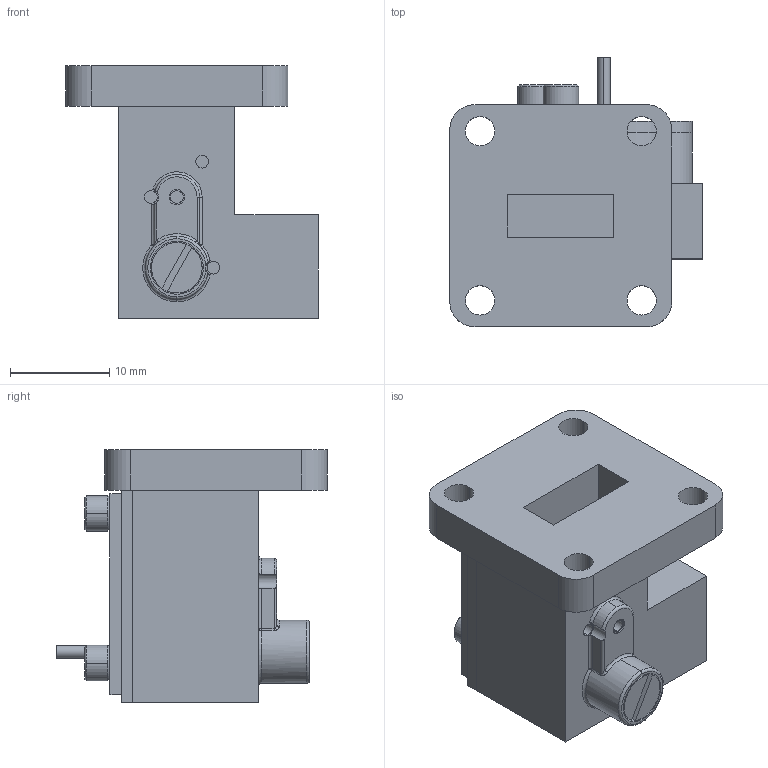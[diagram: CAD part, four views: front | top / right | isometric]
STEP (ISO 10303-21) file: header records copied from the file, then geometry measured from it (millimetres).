
FILE_DESCRIPTION (( 'STEP AP214' ), '1' );
FILE_NAME ('FMWGN1012.step', '2021-06-08T21:10:49', ( '' ), ( '' ), 'SwSTEP 2.0', 'SolidWorks 2020', '' );
FILE_SCHEMA (( 'AUTOMOTIVE_DESIGN' ));
Length unit declared in the file: inch
Products named in the file (1): FMWGN1012
Bounding box: 25.4 x 27.18 x 25.4 mm (x, y, z)
Volume: 5708.9 mm3; surface area: 4047.9 mm2
Topology: 1 solids, 1 shells, 192 faces, 451 edges, 281 vertices
Faces by surface type: plane 81, cylinder 61, cone 34, torus 9, bspline 5, sphere 2
Entity records: 6339 total; most frequent: CARTESIAN_POINT 1884, DIRECTION 940, ORIENTED_EDGE 898, EDGE_CURVE 449, AXIS2_PLACEMENT_3D 364, VERTEX_POINT 281, EDGE_LOOP 222, VECTOR 212
